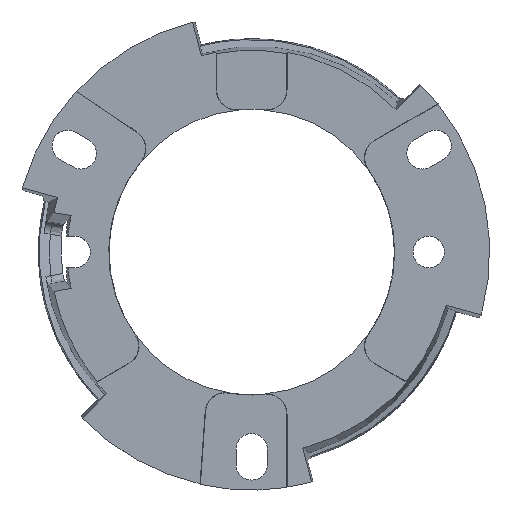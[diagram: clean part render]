
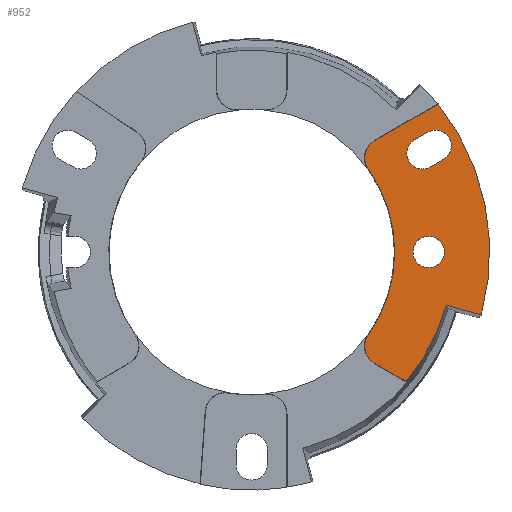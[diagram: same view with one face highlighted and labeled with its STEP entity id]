
A CAD part, top view. The second image highlights one B-rep face of the part: STEP entity #952.
In plain terms, the highlighted planar face has unit normal (0, 0, 1).
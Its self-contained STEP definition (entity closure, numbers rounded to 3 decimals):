
#952=ADVANCED_FACE('',(#2148,#2149,#2150),#2151,.T.);
#2148=FACE_OUTER_BOUND('',#7147,.T.);
#2149=FACE_BOUND('',#7148,.T.);
#2150=FACE_BOUND('',#7149,.T.);
#2151=PLANE('',#7150);
#7147=EDGE_LOOP('',(#10883,#10884,#10885,#10886,#10887,#10888,#10889,#10890));
#7148=EDGE_LOOP('',(#10891));
#7149=EDGE_LOOP('',(#10892,#10893,#10894,#10895));
#7150=AXIS2_PLACEMENT_3D('',#10896,#10897,#10898);
#10883=ORIENTED_EDGE('',*,*,#14216,.T.);
#10884=ORIENTED_EDGE('',*,*,#14217,.T.);
#10885=ORIENTED_EDGE('',*,*,#12914,.F.);
#10886=ORIENTED_EDGE('',*,*,#14218,.T.);
#10887=ORIENTED_EDGE('',*,*,#13905,.T.);
#10888=ORIENTED_EDGE('',*,*,#12926,.F.);
#10889=ORIENTED_EDGE('',*,*,#12921,.F.);
#10890=ORIENTED_EDGE('',*,*,#14219,.T.);
#10891=ORIENTED_EDGE('',*,*,#14149,.F.);
#10892=ORIENTED_EDGE('',*,*,#14157,.F.);
#10893=ORIENTED_EDGE('',*,*,#14139,.F.);
#10894=ORIENTED_EDGE('',*,*,#14152,.F.);
#10895=ORIENTED_EDGE('',*,*,#14155,.F.);
#10896=CARTESIAN_POINT('',(-15.5,4.0,1.08));
#10897=DIRECTION('',(0.0,0.0,1.0));
#10898=DIRECTION('',(1.0,0.0,0.0));
#12914=EDGE_CURVE('',#14756,#14757,#14758,.T.);
#12921=EDGE_CURVE('',#14768,#14770,#14771,.T.);
#12926=EDGE_CURVE('',#14770,#14778,#14779,.F.);
#13905=EDGE_CURVE('',#16406,#14778,#16407,.F.);
#14139=EDGE_CURVE('',#16773,#16771,#16775,.F.);
#14149=EDGE_CURVE('',#16789,#16789,#16790,.F.);
#14152=EDGE_CURVE('',#16792,#16773,#16794,.F.);
#14155=EDGE_CURVE('',#16796,#16792,#16798,.F.);
#14157=EDGE_CURVE('',#16771,#16796,#16800,.F.);
#14216=EDGE_CURVE('',#16871,#16872,#16873,.F.);
#14217=EDGE_CURVE('',#16872,#14757,#16874,.T.);
#14218=EDGE_CURVE('',#14756,#16406,#16875,.T.);
#14219=EDGE_CURVE('',#14768,#16871,#16876,.T.);
#14756=VERTEX_POINT('',#17489);
#14757=VERTEX_POINT('',#17490);
#14758=LINE('',#17491,#17492);
#14768=VERTEX_POINT('',#17508);
#14770=VERTEX_POINT('',#17511);
#14771=LINE('',#17512,#17513);
#14778=VERTEX_POINT('',#17523);
#14779=CIRCLE('',#17524,23.536);
#16406=VERTEX_POINT('',#21398);
#16407=LINE('',#21399,#21400);
#16771=VERTEX_POINT('',#22289);
#16773=VERTEX_POINT('',#22292);
#16775=CIRCLE('',#22295,1.55);
#16789=VERTEX_POINT('',#22314);
#16790=CIRCLE('',#22315,1.55);
#16792=VERTEX_POINT('',#22317);
#16794=LINE('',#22320,#22321);
#16796=VERTEX_POINT('',#22323);
#16798=CIRCLE('',#22326,1.55);
#16800=LINE('',#22328,#22329);
#16871=VERTEX_POINT('',#22485);
#16872=VERTEX_POINT('',#22486);
#16873=CIRCLE('',#22487,14.138);
#16874=CIRCLE('',#22488,1.962);
#16875=CIRCLE('',#22489,19.929);
#16876=CIRCLE('',#22490,1.962);
#17489=CARTESIAN_POINT('',(15.27,-12.805,1.08));
#17490=CARTESIAN_POINT('',(12.156,-11.007,1.08));
#17491=CARTESIAN_POINT('',(-1.727,-2.992,1.08));
#17492=VECTOR('',#23462,1.0);
#17508=CARTESIAN_POINT('',(12.155,11.008,1.08));
#17511=CARTESIAN_POINT('',(18.434,14.633,1.08));
#17512=CARTESIAN_POINT('',(-1.728,2.992,1.08));
#17513=VECTOR('',#23467,1.0);
#17523=CARTESIAN_POINT('',(22.695,-6.232,1.08));
#17524=AXIS2_PLACEMENT_3D('',#23474,#23475,#23476);
#21398=CARTESIAN_POINT('',(19.22,-5.268,1.08));
#21399=CARTESIAN_POINT('',(0.016,0.057,1.08));
#21400=VECTOR('',#24128,1.0);
#22289=CARTESIAN_POINT('',(17.412,11.842,1.08));
#22292=CARTESIAN_POINT('',(18.962,9.158,1.08));
#22295=AXIS2_PLACEMENT_3D('',#24361,#24362,#24363);
#22314=CARTESIAN_POINT('',(15.95,0.,1.08));
#22315=AXIS2_PLACEMENT_3D('',#24372,#24373,#24374);
#22317=CARTESIAN_POINT('',(17.662,8.408,1.08));
#22320=CARTESIAN_POINT('',(18.312,8.783,1.08));
#22321=VECTOR('',#24376,1.0);
#22323=CARTESIAN_POINT('',(16.112,11.092,1.08));
#22326=AXIS2_PLACEMENT_3D('',#24378,#24379,#24380);
#22328=CARTESIAN_POINT('',(16.762,11.467,1.08));
#22329=VECTOR('',#24381,1.0);
#22485=CARTESIAN_POINT('',(11.535,8.174,1.08));
#22486=CARTESIAN_POINT('',(11.536,-8.173,1.08));
#22487=AXIS2_PLACEMENT_3D('',#24437,#24438,#24439);
#22488=AXIS2_PLACEMENT_3D('',#24440,#24441,#24442);
#22489=AXIS2_PLACEMENT_3D('',#24443,#24444,#24445);
#22490=AXIS2_PLACEMENT_3D('',#24446,#24447,#24448);
#23462=DIRECTION('',(-0.866,0.5,0.0));
#23467=DIRECTION('',(0.866,0.5,0.0));
#23474=CARTESIAN_POINT('',(0.,0.,1.08));
#23475=DIRECTION('',(0.0,0.0,1.0));
#23476=DIRECTION('',(1.0,0.0,0.0));
#24128=DIRECTION('',(-0.964,0.267,0.0));
#24361=CARTESIAN_POINT('',(18.187,10.5,1.08));
#24362=DIRECTION('',(0.,0.,-1.0));
#24363=DIRECTION('',(-1.0,0.,0.));
#24372=CARTESIAN_POINT('',(17.5,0.,1.08));
#24373=DIRECTION('',(0.,0.,-1.0));
#24374=DIRECTION('',(-1.0,0.,0.));
#24376=DIRECTION('',(-0.866,-0.5,0.));
#24378=CARTESIAN_POINT('',(16.887,9.75,1.08));
#24379=DIRECTION('',(0.,0.,-1.0));
#24380=DIRECTION('',(-1.0,0.,0.));
#24381=DIRECTION('',(0.866,0.5,0.));
#24437=CARTESIAN_POINT('',(0.,0.,1.08));
#24438=DIRECTION('',(0.0,0.0,1.0));
#24439=DIRECTION('',(1.0,0.0,0.0));
#24440=CARTESIAN_POINT('',(13.137,-9.308,1.08));
#24441=DIRECTION('',(0.0,0.0,1.0));
#24442=DIRECTION('',(1.0,0.0,0.0));
#24443=CARTESIAN_POINT('',(0.,0.,1.08));
#24444=DIRECTION('',(0.0,0.0,1.0));
#24445=DIRECTION('',(1.0,0.0,0.0));
#24446=CARTESIAN_POINT('',(13.136,9.308,1.08));
#24447=DIRECTION('',(0.0,0.0,1.0));
#24448=DIRECTION('',(1.0,0.0,0.0));
